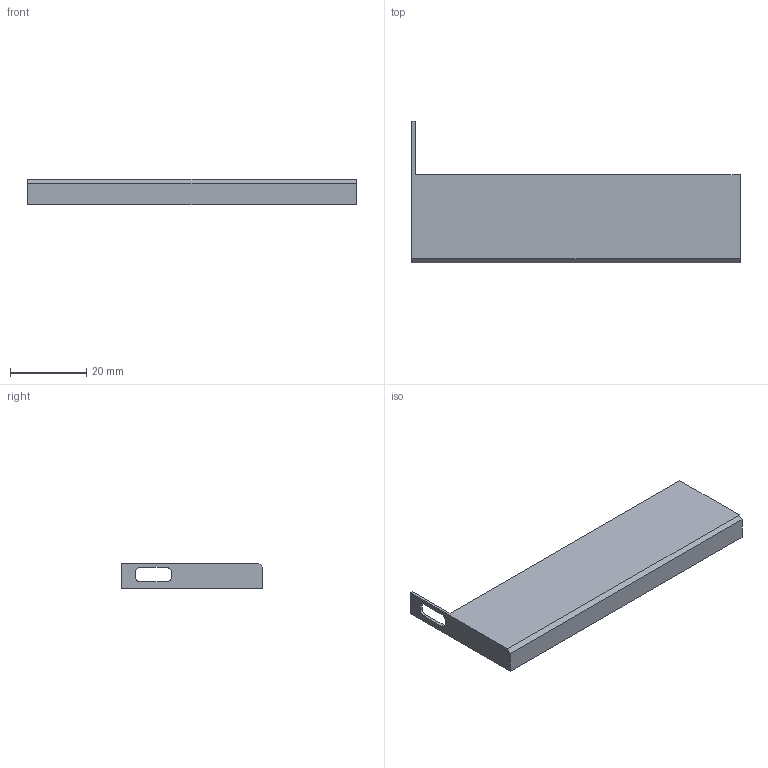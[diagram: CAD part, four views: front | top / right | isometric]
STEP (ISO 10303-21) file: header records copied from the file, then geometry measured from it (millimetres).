
FILE_DESCRIPTION(('FreeCAD Model'),'2;1');
FILE_NAME('Open CASCADE Shape Model','2024-07-01T00:09:45',(''),(''), 'Open CASCADE STEP processor 7.6','FreeCAD','Unknown');
FILE_SCHEMA(('AUTOMOTIVE_DESIGN { 1 0 10303 214 1 1 1 1 }'));
Length unit declared in the file: millimetre
Products named in the file (1): Lid
Bounding box: 85.8 x 37 x 6.7 mm (x, y, z)
Volume: 3162.8 mm3; surface area: 5552.7 mm2
Topology: 1 solids, 1 shells, 23 faces, 57 edges, 38 vertices
Faces by surface type: plane 17, cylinder 6
Full cylindrical faces by diameter (mm): 3.5 x2
Entity records: 709 total; most frequent: CARTESIAN_POINT 119, DIRECTION 117, ORIENTED_EDGE 114, EDGE_CURVE 57, LINE 45, VECTOR 45, VERTEX_POINT 38, AXIS2_PLACEMENT_3D 36
